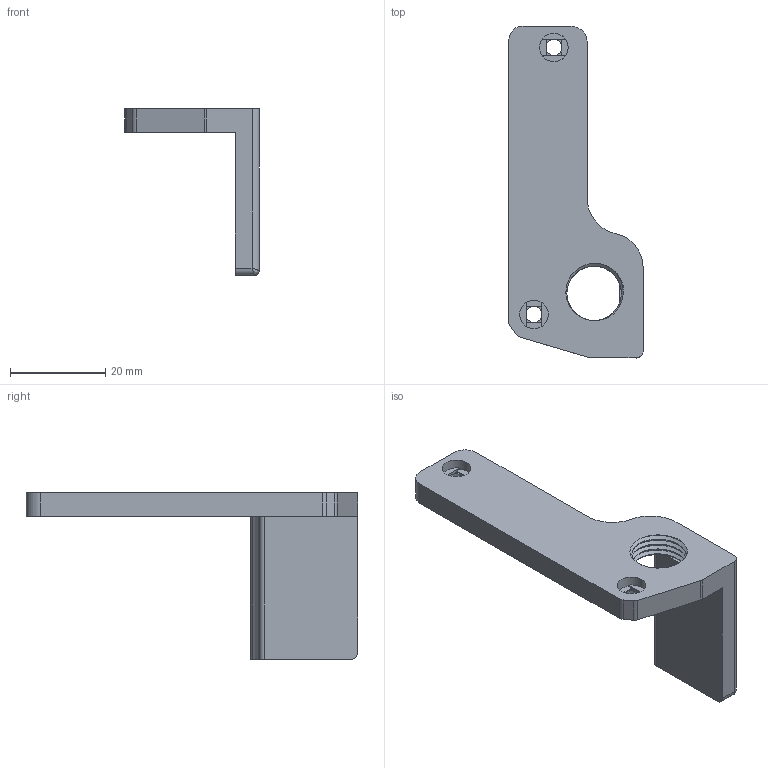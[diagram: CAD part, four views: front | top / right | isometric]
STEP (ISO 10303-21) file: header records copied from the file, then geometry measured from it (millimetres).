
FILE_DESCRIPTION(/* description */ (''),/* implementation_level */ '2;1');
FILE_NAME(/* name */ 'A_Drive_Umbilical_PG7.step',/* time_stamp */ '2022-10-18T09:47:40-07:00',/* author */ (''),/* organization */ (''),/* preprocessor_version */ 'ST-DEVELOPER v19',/* originating_system */ 'Autodesk Translation Framework v11.7.0.108',/* authorisation */ '');
FILE_SCHEMA (('AUTOMOTIVE_DESIGN { 1 0 10303 214 3 1 1 }'));
Length unit declared in the file: millimetre
Products named in the file (2): v2_a_drive_pg7_umbilical; v2_a_drive_pg7_umbilical_1
Assembly tree (1 placements, depth 2):
  v2_a_drive_pg7_umbilical
    v2_a_drive_pg7_umbilical_1
Bounding box: 28.22 x 69.67 x 35 mm (x, y, z)
Volume: 9480.9 mm3; surface area: 5418.1 mm2
Topology: 1 solids, 1 shells, 75 faces, 209 edges, 134 vertices
Faces by surface type: plane 44, cylinder 27, bspline 3, torus 1
Full cylindrical faces by diameter (mm): 3.4 x2, 6 x2, 11.43 x3, 12.65 x3
Entity records: 5935 total; most frequent: CARTESIAN_POINT 3974, ORIENTED_EDGE 416, DIRECTION 383, EDGE_CURVE 208, AXIS2_PLACEMENT_3D 137, VERTEX_POINT 134, LINE 109, VECTOR 109
